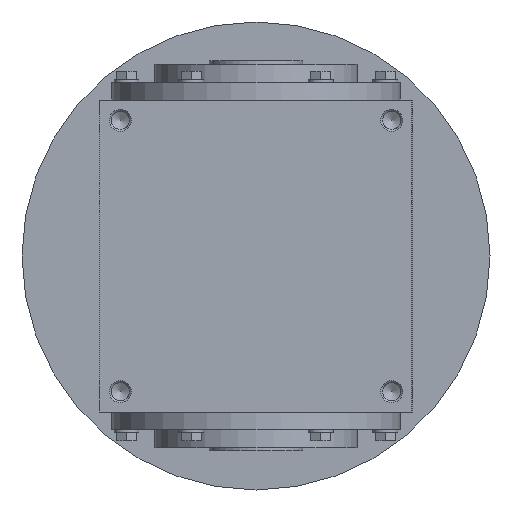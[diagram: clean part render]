
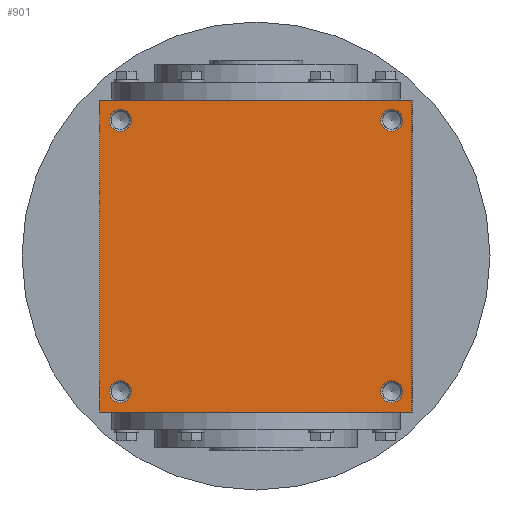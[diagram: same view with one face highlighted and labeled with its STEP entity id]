
A CAD part, left-side view. The second image highlights one B-rep face of the part: STEP entity #901.
In plain terms, the highlighted face is planar.
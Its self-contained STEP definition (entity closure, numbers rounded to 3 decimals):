
#901 = ADVANCED_FACE( '', ( #1827, #1828, #1829, #1830, #1831 ), #1832, .F. );
#1827 = FACE_BOUND( '', #2727, .T. );
#1828 = FACE_BOUND( '', #2728, .T. );
#1829 = FACE_BOUND( '', #2729, .T. );
#1830 = FACE_BOUND( '', #2730, .T. );
#1831 = FACE_OUTER_BOUND( '', #2731, .T. );
#1832 = PLANE( '', #2732 );
#2727 = EDGE_LOOP( '', ( #4549 ) );
#2728 = EDGE_LOOP( '', ( #4550 ) );
#2729 = EDGE_LOOP( '', ( #4551 ) );
#2730 = EDGE_LOOP( '', ( #4552 ) );
#2731 = EDGE_LOOP( '', ( #4553, #4554, #4555, #4556 ) );
#2732 = AXIS2_PLACEMENT_3D( '', #4557, #4558, #4559 );
#4549 = ORIENTED_EDGE( '', *, *, #5366, .F. );
#4550 = ORIENTED_EDGE( '', *, *, #5127, .T. );
#4551 = ORIENTED_EDGE( '', *, *, #5059, .F. );
#4552 = ORIENTED_EDGE( '', *, *, #5506, .T. );
#4553 = ORIENTED_EDGE( '', *, *, #5412, .F. );
#4554 = ORIENTED_EDGE( '', *, *, #5305, .F. );
#4555 = ORIENTED_EDGE( '', *, *, #5277, .F. );
#4556 = ORIENTED_EDGE( '', *, *, #5507, .F. );
#4557 = CARTESIAN_POINT( '', ( 0., 0., -100. ) );
#4558 = DIRECTION( '', ( 0., 0., 1. ) );
#4559 = DIRECTION( '', ( 1., 0., 0. ) );
#5059 = EDGE_CURVE( '', #5984, #5984, #5985, .T. );
#5127 = EDGE_CURVE( '', #6090, #6090, #6091, .T. );
#5277 = EDGE_CURVE( '', #6305, #6306, #6307, .T. );
#5305 = EDGE_CURVE( '', #6306, #6343, #6344, .T. );
#5366 = EDGE_CURVE( '', #6425, #6425, #6426, .T. );
#5412 = EDGE_CURVE( '', #6343, #6484, #6485, .T. );
#5506 = EDGE_CURVE( '', #6586, #6586, #6587, .T. );
#5507 = EDGE_CURVE( '', #6484, #6305, #6588, .T. );
#5984 = VERTEX_POINT( '', #7175 );
#5985 = CIRCLE( '', #7176, 7. );
#6090 = VERTEX_POINT( '', #7308 );
#6091 = CIRCLE( '', #7309, 7. );
#6305 = VERTEX_POINT( '', #7596 );
#6306 = VERTEX_POINT( '', #7597 );
#6307 = LINE( '', #7598, #7599 );
#6343 = VERTEX_POINT( '', #7655 );
#6344 = LINE( '', #7656, #7657 );
#6425 = VERTEX_POINT( '', #7758 );
#6426 = CIRCLE( '', #7759, 7. );
#6484 = VERTEX_POINT( '', #7831 );
#6485 = LINE( '', #7832, #7833 );
#6586 = VERTEX_POINT( '', #7968 );
#6587 = CIRCLE( '', #7969, 7. );
#6588 = LINE( '', #7970, #7971 );
#7175 = CARTESIAN_POINT( '', ( -94., -87., -100. ) );
#7176 = AXIS2_PLACEMENT_3D( '', #8473, #8474, #8475 );
#7308 = CARTESIAN_POINT( '', ( 94., 87., -100. ) );
#7309 = AXIS2_PLACEMENT_3D( '', #8578, #8579, #8580 );
#7596 = CARTESIAN_POINT( '', ( 100., -100., -100. ) );
#7597 = CARTESIAN_POINT( '', ( 100., 100., -100. ) );
#7598 = CARTESIAN_POINT( '', ( 100., -100., -100. ) );
#7599 = VECTOR( '', #8798, 1000. );
#7655 = CARTESIAN_POINT( '', ( -100., 100., -100. ) );
#7656 = CARTESIAN_POINT( '', ( 100., 100., -100. ) );
#7657 = VECTOR( '', #8832, 1000. );
#7758 = CARTESIAN_POINT( '', ( -94., 87., -100. ) );
#7759 = AXIS2_PLACEMENT_3D( '', #8916, #8917, #8918 );
#7831 = CARTESIAN_POINT( '', ( -100., -100., -100. ) );
#7832 = CARTESIAN_POINT( '', ( -100., 100., -100. ) );
#7833 = VECTOR( '', #8976, 1000. );
#7968 = CARTESIAN_POINT( '', ( 94., -87., -100. ) );
#7969 = AXIS2_PLACEMENT_3D( '', #9043, #9044, #9045 );
#7970 = CARTESIAN_POINT( '', ( -100., -100., -100. ) );
#7971 = VECTOR( '', #9046, 1000. );
#8473 = CARTESIAN_POINT( '', ( -87., -87., -100. ) );
#8474 = DIRECTION( '', ( 0., 0., -1. ) );
#8475 = DIRECTION( '', ( -1., 0., 0. ) );
#8578 = CARTESIAN_POINT( '', ( 87., 87., -100. ) );
#8579 = DIRECTION( '', ( 0., 0., 1. ) );
#8580 = DIRECTION( '', ( 1., 0., 0. ) );
#8798 = DIRECTION( '', ( 0., 1., 0. ) );
#8832 = DIRECTION( '', ( -1., 0., 0. ) );
#8916 = CARTESIAN_POINT( '', ( -87., 87., -100. ) );
#8917 = DIRECTION( '', ( 0., 0., -1. ) );
#8918 = DIRECTION( '', ( -1., 0., 0. ) );
#8976 = DIRECTION( '', ( 0., -1., 0. ) );
#9043 = CARTESIAN_POINT( '', ( 87., -87., -100. ) );
#9044 = DIRECTION( '', ( 0., 0., 1. ) );
#9045 = DIRECTION( '', ( 1., 0., 0. ) );
#9046 = DIRECTION( '', ( 1., 0., 0. ) );
